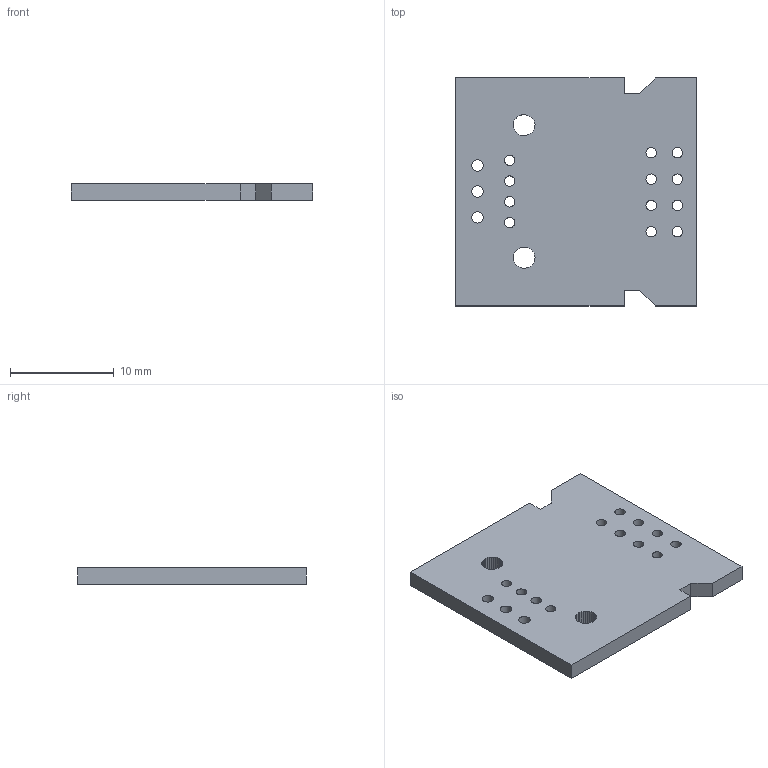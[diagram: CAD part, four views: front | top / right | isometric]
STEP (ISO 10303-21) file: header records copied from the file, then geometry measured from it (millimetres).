
FILE_DESCRIPTION(('KiCad electronic assembly'),'2;1');
FILE_NAME('SolderPlate_Control.step','2023-06-13T17:02:58',('Pcbnew'),( 'Kicad'),'Open CASCADE STEP processor 7.5','KiCad to STEP converter' ,'Unknown');
FILE_SCHEMA(('AUTOMOTIVE_DESIGN { 1 0 10303 214 1 1 1 1 }'));
Length unit declared in the file: millimetre
Products named in the file (2): SolderPlate_Control 1; _autosave-SolderPlate_Control PCB
Assembly tree (1 placements, depth 2):
  SolderPlate_Control 1
    _autosave-SolderPlate_Control PCB
Bounding box: 23.3 x 22 x 1.58 mm (x, y, z)
Volume: 769.4 mm3; surface area: 1220.1 mm2
Topology: 1 solids, 1 shells, 97 faces, 285 edges, 190 vertices
Faces by surface type: plane 82, cylinder 15
Full cylindrical faces by diameter (mm): 1 x12, 1.1 x3
Entity records: 7099 total; most frequent: CARTESIAN_POINT 1324, DIRECTION 1053, LINE 795, VECTOR 795, ORIENTED_EDGE 570, PCURVE 570, DEFINITIONAL_REPRESENTATION 570, EDGE_CURVE 285
